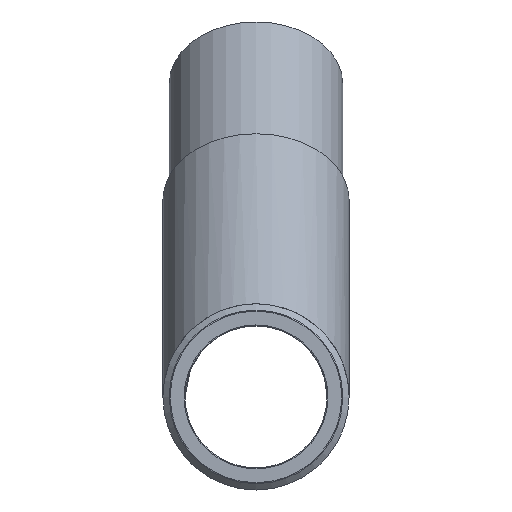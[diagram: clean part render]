
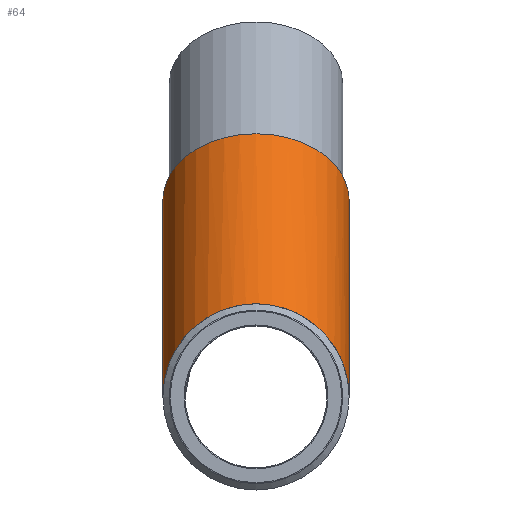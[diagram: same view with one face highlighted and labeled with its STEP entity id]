
A CAD part, left-side view. The second image highlights one B-rep face of the part: STEP entity #64.
In plain terms, the highlighted cylindrical face has radius 48.283 mm (diameter 96.567 mm), a full revolution.
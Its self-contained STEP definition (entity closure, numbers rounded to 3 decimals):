
#64 = ADVANCED_FACE( '', ( #139, #140 ), #141, .T. );
#139 = FACE_OUTER_BOUND( '', #220, .T. );
#140 = FACE_OUTER_BOUND( '', #221, .T. );
#141 = CYLINDRICAL_SURFACE( '', #222, 48.283 );
#220 = EDGE_LOOP( '', ( #318 ) );
#221 = EDGE_LOOP( '', ( #319, #320 ) );
#222 = AXIS2_PLACEMENT_3D( '', #321, #322, #323 );
#318 = ORIENTED_EDGE( '', *, *, #384, .F. );
#319 = ORIENTED_EDGE( '', *, *, #393, .T. );
#320 = ORIENTED_EDGE( '', *, *, #394, .T. );
#321 = CARTESIAN_POINT( '', ( 284.635, 0., 162.635 ) );
#322 = DIRECTION( '', ( -0.707, 0., -0.707 ) );
#323 = DIRECTION( '', ( 0.707, 0., -0.707 ) );
#384 = EDGE_CURVE( '', #435, #435, #436, .T. );
#393 = EDGE_CURVE( '', #449, #450, #451, .F. );
#394 = EDGE_CURVE( '', #450, #449, #452, .T. );
#435 = VERTEX_POINT( '', #495 );
#436 = CIRCLE( '', #496, 48.283 );
#449 = VERTEX_POINT( '', #509 );
#450 = VERTEX_POINT( '', #510 );
#451 = ELLIPSE( '', #511, 126.17, 48.283 );
#452 = ELLIPSE( '', #512, 52.261, 48.283 );
#495 = CARTESIAN_POINT( '', ( 258.472, 0., 68.189 ) );
#496 = AXIS2_PLACEMENT_3D( '', #559, #560, #561 );
#509 = CARTESIAN_POINT( '', ( 122., -48.283, 0. ) );
#510 = CARTESIAN_POINT( '', ( 122., 48.283, 0. ) );
#511 = AXIS2_PLACEMENT_3D( '', #574, #575, #576 );
#512 = AXIS2_PLACEMENT_3D( '', #577, #578, #579 );
#559 = CARTESIAN_POINT( '', ( 224.33, 0., 102.33 ) );
#560 = DIRECTION( '', ( 0.707, 0., 0.707 ) );
#561 = DIRECTION( '', ( 0.707, 0., -0.707 ) );
#574 = CARTESIAN_POINT( '', ( 122., 0., 0. ) );
#575 = DIRECTION( '', ( 0.383, 0., -0.924 ) );
#576 = DIRECTION( '', ( 0.924, 0., 0.383 ) );
#577 = CARTESIAN_POINT( '', ( 122., 0., 0. ) );
#578 = DIRECTION( '', ( 0.924, 0., 0.383 ) );
#579 = DIRECTION( '', ( 0.383, 0., -0.924 ) );
